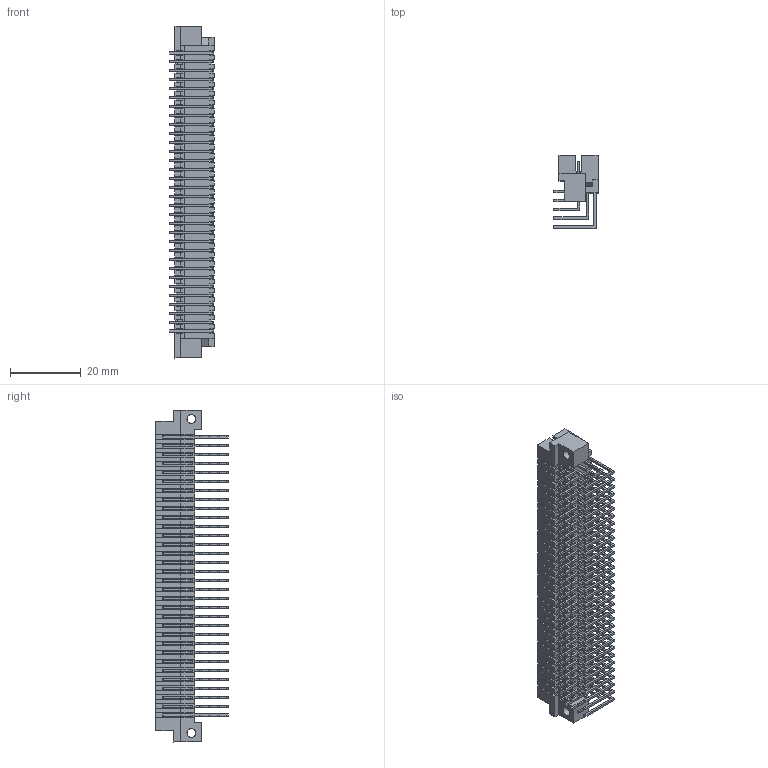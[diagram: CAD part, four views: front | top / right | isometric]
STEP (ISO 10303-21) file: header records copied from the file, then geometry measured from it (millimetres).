
FILE_DESCRIPTION(/* description */ (''),/* implementation_level */ '2;1');
FILE_NAME(/* name */ '100228645ugm000_b.stp',/* time_stamp */ '2016-12-09T14:19:21+01:00',/* author */ (''),/* organization */ (''),/* preprocessor_version */ 'ST-DEVELOPER v16',/* originating_system */ 'SIEMENS PLM Software NX 10.0',/* authorisation */ '');
FILE_SCHEMA (('AUTOMOTIVE_DESIGN { 1 0 10303 214 3 1 1 1 }'));
Products named in the file (1): 100228645ugm000_b
Bounding box: 12.55 x 20.56 x 94 mm (x, y, z)
Volume: 5786.2 mm3; surface area: 12957.3 mm2
Topology: 1 solids, 1 shells, 2502 faces, 6963 edges, 4594 vertices
Faces by surface type: plane 2498, cylinder 4
Full cylindrical faces by diameter (mm): 2.5 x2
Entity records: 83095 total; most frequent: CARTESIAN_POINT 14052, ORIENTED_EDGE 13916, DIRECTION 11977, EDGE_CURVE 6958, LINE 6951, VECTOR 6951, VERTEX_POINT 4588, EDGE_LOOP 2700
